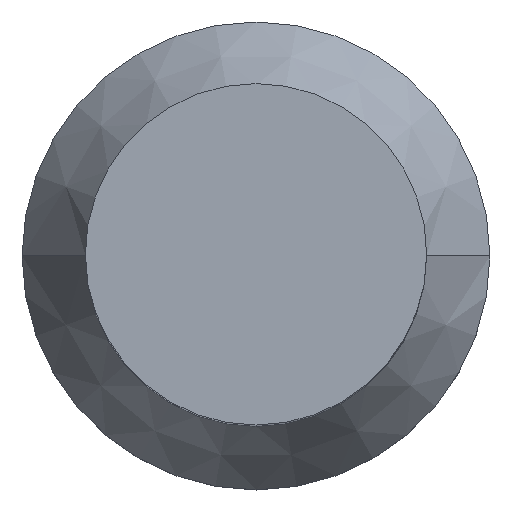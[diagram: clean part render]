
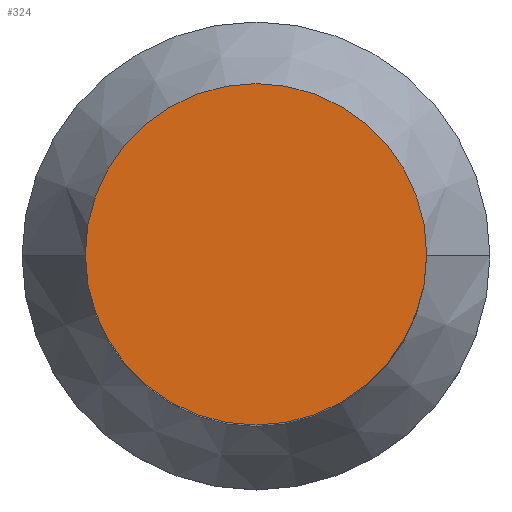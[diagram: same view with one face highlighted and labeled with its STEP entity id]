
A CAD part, top view. The second image highlights one B-rep face of the part: STEP entity #324.
In plain terms, the highlighted planar face has unit normal (0, 0, 1).
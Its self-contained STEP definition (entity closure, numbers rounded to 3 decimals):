
#324=ADVANCED_FACE('',(#358),#356,.T.);
#356=PLANE('',#819);
#358=FACE_OUTER_BOUND('',#389,.T.);
#389=EDGE_LOOP('',(#422,#423));
#422=ORIENTED_EDGE('',*,*,#639,.F.);
#423=ORIENTED_EDGE('',*,*,#640,.F.);
#586=VERTEX_POINT('',#1071);
#587=VERTEX_POINT('',#1072);
#639=EDGE_CURVE('',#586,#587,#721,.T.);
#640=EDGE_CURVE('',#587,#586,#722,.T.);
#721=CIRCLE('',#817,1.35);
#722=CIRCLE('',#818,1.35);
#817=AXIS2_PLACEMENT_3D('',#1070,#896,#897);
#818=AXIS2_PLACEMENT_3D('',#1073,#898,#899);
#819=AXIS2_PLACEMENT_3D('',#1074,#900,#901);
#896=DIRECTION('',(0.,0.,-1.));
#897=DIRECTION('',(-1.,0.,0.));
#898=DIRECTION('',(0.,0.,-1.));
#899=DIRECTION('',(1.,0.,0.));
#900=DIRECTION('',(0.,0.,1.));
#901=DIRECTION('',(1.,0.,0.));
#1070=CARTESIAN_POINT('',(0.,0.,8.));
#1071=CARTESIAN_POINT('',(-1.35,0.,8.));
#1072=CARTESIAN_POINT('',(1.35,0.,8.));
#1073=CARTESIAN_POINT('',(0.,0.,8.));
#1074=CARTESIAN_POINT('',(0.,0.,8.));
